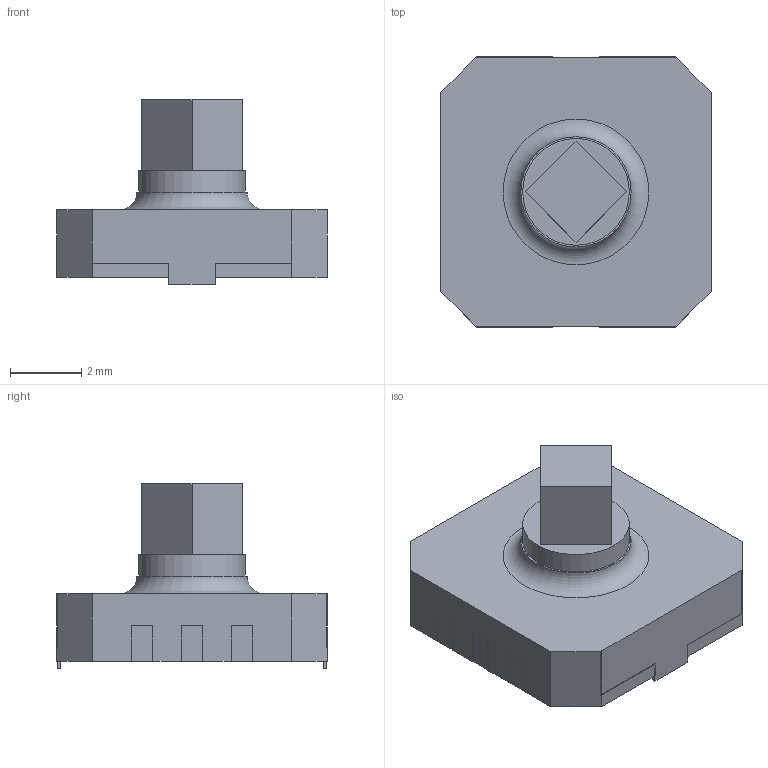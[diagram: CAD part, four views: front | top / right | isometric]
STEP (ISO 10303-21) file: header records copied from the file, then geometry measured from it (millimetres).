
FILE_DESCRIPTION(/* description */ (''),/* implementation_level */ '2;1');
FILE_NAME(/* name */ '5way button joystick v5.step',/* time_stamp */ '2017-08-10T00:09:48+01:00',/* author */ (''),/* organization */ (''),/* preprocessor_version */ 'ST-DEVELOPER v16.13',/* originating_system */ 'Autodesk Translation Framework v6.1.1.50',/* authorisation */ '');
FILE_SCHEMA (('AUTOMOTIVE_DESIGN { 1 0 10303 214 3 1 1 }'));
Length unit declared in the file: millimetre
Products named in the file (1): 5way button joystick v5
Bounding box: 7.6 x 7.6 x 5.2 mm (x, y, z)
Volume: 122.4 mm3; surface area: 190.6 mm2
Topology: 1 solids, 1 shells, 67 faces, 178 edges, 116 vertices
Faces by surface type: plane 65, cylinder 1, torus 1
Full cylindrical faces by diameter (mm): 3 x1
Entity records: 2084 total; most frequent: CARTESIAN_POINT 360, ORIENTED_EDGE 352, DIRECTION 316, EDGE_CURVE 176, LINE 172, VECTOR 172, VERTEX_POINT 116, EDGE_LOOP 72
